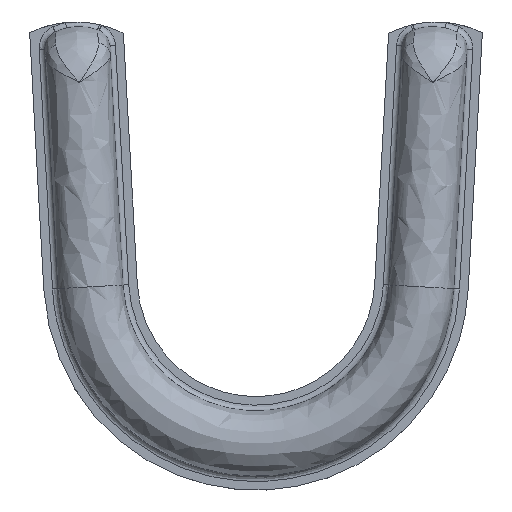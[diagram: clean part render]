
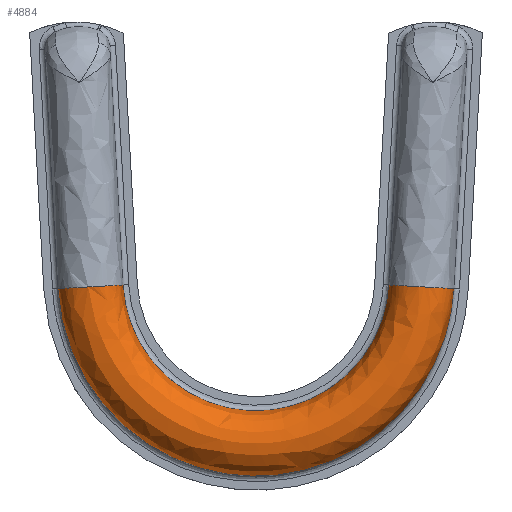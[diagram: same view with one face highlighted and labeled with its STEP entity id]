
A CAD part, top view. The second image highlights one B-rep face of the part: STEP entity #4884.
In plain terms, the highlighted free-form (B-spline) face has degree [2, 2] with [5, 5] control points.
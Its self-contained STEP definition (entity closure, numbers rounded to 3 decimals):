
#4766=CARTESIAN_POINT('',(18.472,28.478,4.5));
#4767=VERTEX_POINT('',#4766);
#4774=CARTESIAN_POINT('',(-18.472,28.478,4.5));
#4775=VERTEX_POINT('',#4774);
#4781=CARTESIAN_POINT('',(-18.472,28.478,4.5));
#4782=CARTESIAN_POINT('',(-17.504,11.,4.5));
#4783=CARTESIAN_POINT('',(0.,11.0,4.5));
#4784=CARTESIAN_POINT('',(17.504,11.,4.5));
#4785=CARTESIAN_POINT('',(18.472,28.478,4.5));
#4793=(BOUNDED_CURVE()B_SPLINE_CURVE(2,(#4781,#4782,#4783,#4784,#4785),.UNSPECIFIED.,.F.,.U.)B_SPLINE_CURVE_WITH_KNOTS((3,2,3),(0.0,0.5,1.0),.UNSPECIFIED.)CURVE()GEOMETRIC_REPRESENTATION_ITEM()RATIONAL_B_SPLINE_CURVE((1.0,0.726,1.0,0.726,1.0))REPRESENTATION_ITEM(''));
#4794=EDGE_CURVE('',#4775,#4767,#4793,.T.);
#4799=CARTESIAN_POINT('',(-27.36,31.773,3.861));
#4800=CARTESIAN_POINT('',(-29.83,2.046,3.861));
#4801=CARTESIAN_POINT('',(0.,2.046,3.861));
#4802=CARTESIAN_POINT('',(29.83,2.046,3.861));
#4803=CARTESIAN_POINT('',(27.36,31.773,3.861));
#4804=CARTESIAN_POINT('',(-28.09,31.833,8.967));
#4805=CARTESIAN_POINT('',(-30.625,1.313,8.967));
#4806=CARTESIAN_POINT('',(0.,1.313,8.967));
#4807=CARTESIAN_POINT('',(30.625,1.313,8.967));
#4808=CARTESIAN_POINT('',(28.09,31.833,8.967));
#4809=CARTESIAN_POINT('',(-22.949,31.406,9.));
#4810=CARTESIAN_POINT('',(-25.021,6.472,9.));
#4811=CARTESIAN_POINT('',(0.,6.472,9.));
#4812=CARTESIAN_POINT('',(25.021,6.472,9.));
#4813=CARTESIAN_POINT('',(22.949,31.406,9.));
#4814=CARTESIAN_POINT('',(-17.747,30.974,9.033));
#4815=CARTESIAN_POINT('',(-19.348,11.692,9.033));
#4816=CARTESIAN_POINT('',(0.,11.692,9.033));
#4817=CARTESIAN_POINT('',(19.348,11.692,9.033));
#4818=CARTESIAN_POINT('',(17.747,30.974,9.033));
#4819=CARTESIAN_POINT('',(-18.481,31.035,3.864));
#4820=CARTESIAN_POINT('',(-20.15,10.955,3.864));
#4821=CARTESIAN_POINT('',(0.,10.955,3.864));
#4822=CARTESIAN_POINT('',(20.15,10.955,3.864));
#4823=CARTESIAN_POINT('',(18.481,31.035,3.864));
#4831=(BOUNDED_SURFACE()B_SPLINE_SURFACE(2,2,((#4799,#4804,#4809,#4814,#4819),(#4800,#4805,#4810,#4815,#4820),(#4801,#4806,#4811,#4816,#4821),(#4802,#4807,#4812,#4817,#4822),(#4803,#4808,#4813,#4818,#4823)),.UNSPECIFIED.,.F.,.F.,.U.)B_SPLINE_SURFACE_WITH_KNOTS((3,2,3),(3,2,3),(0.0,48.177,96.354),(0.0,8.184,16.433),.UNSPECIFIED.)GEOMETRIC_REPRESENTATION_ITEM()RATIONAL_B_SPLINE_SURFACE(((0.977,0.646,0.989,0.644,0.983),(0.665,0.44,0.674,0.438,0.669),(0.988,0.653,1.0,0.651,0.993),(0.665,0.44,0.674,0.438,0.669),(0.977,0.646,0.989,0.644,0.983)))REPRESENTATION_ITEM('')SURFACE());
#4832=ORIENTED_EDGE('',*,*,#4794,.F.);
#4833=CARTESIAN_POINT('',(-27.458,27.98,4.5));
#4834=VERTEX_POINT('',#4833);
#4835=CARTESIAN_POINT('',(-27.458,27.98,4.5));
#4836=CARTESIAN_POINT('',(-27.458,27.98,9.0));
#4837=CARTESIAN_POINT('',(-22.965,28.229,9.0));
#4838=CARTESIAN_POINT('',(-18.472,28.478,9.0));
#4839=CARTESIAN_POINT('',(-18.472,28.478,4.5));
#4847=(BOUNDED_CURVE()B_SPLINE_CURVE(2,(#4835,#4836,#4837,#4838,#4839),.UNSPECIFIED.,.F.,.U.)B_SPLINE_CURVE_WITH_KNOTS((3,2,3),(0.0,0.5,1.0),.UNSPECIFIED.)CURVE()GEOMETRIC_REPRESENTATION_ITEM()RATIONAL_B_SPLINE_CURVE((1.0,0.707,1.0,0.707,1.0))REPRESENTATION_ITEM(''));
#4848=EDGE_CURVE('',#4834,#4775,#4847,.T.);
#4849=ORIENTED_EDGE('',*,*,#4848,.F.);
#4850=CARTESIAN_POINT('',(27.458,27.98,4.5));
#4851=VERTEX_POINT('',#4850);
#4852=CARTESIAN_POINT('',(-27.458,27.98,4.5));
#4853=CARTESIAN_POINT('',(-26.02,2.,4.5));
#4854=CARTESIAN_POINT('',(0.,2.,4.5));
#4855=CARTESIAN_POINT('',(26.02,2.,4.5));
#4856=CARTESIAN_POINT('',(27.458,27.98,4.5));
#4864=(BOUNDED_CURVE()B_SPLINE_CURVE(2,(#4852,#4853,#4854,#4855,#4856),.UNSPECIFIED.,.F.,.U.)B_SPLINE_CURVE_WITH_KNOTS((3,2,3),(0.0,0.5,1.0),.UNSPECIFIED.)CURVE()GEOMETRIC_REPRESENTATION_ITEM()RATIONAL_B_SPLINE_CURVE((1.0,0.726,1.0,0.726,1.0))REPRESENTATION_ITEM(''));
#4865=EDGE_CURVE('',#4834,#4851,#4864,.T.);
#4866=ORIENTED_EDGE('',*,*,#4865,.T.);
#4867=CARTESIAN_POINT('',(27.458,27.98,4.5));
#4868=CARTESIAN_POINT('',(27.458,27.98,9.0));
#4869=CARTESIAN_POINT('',(22.965,28.229,9.0));
#4870=CARTESIAN_POINT('',(18.472,28.478,9.0));
#4871=CARTESIAN_POINT('',(18.472,28.478,4.5));
#4879=(BOUNDED_CURVE()B_SPLINE_CURVE(2,(#4867,#4868,#4869,#4870,#4871),.UNSPECIFIED.,.F.,.U.)B_SPLINE_CURVE_WITH_KNOTS((3,2,3),(0.0,0.5,1.0),.UNSPECIFIED.)CURVE()GEOMETRIC_REPRESENTATION_ITEM()RATIONAL_B_SPLINE_CURVE((1.0,0.707,1.0,0.707,1.0))REPRESENTATION_ITEM(''));
#4880=EDGE_CURVE('',#4851,#4767,#4879,.T.);
#4881=ORIENTED_EDGE('',*,*,#4880,.T.);
#4882=EDGE_LOOP('',(#4832,#4849,#4866,#4881));
#4883=FACE_OUTER_BOUND('',#4882,.T.);
#4884=ADVANCED_FACE('',(#4883),#4831,.T.);
